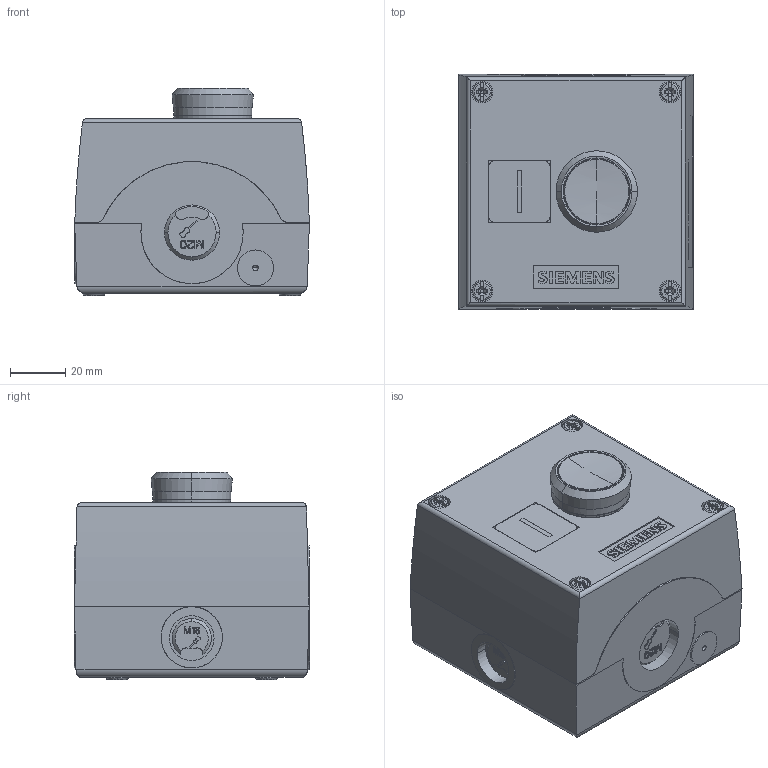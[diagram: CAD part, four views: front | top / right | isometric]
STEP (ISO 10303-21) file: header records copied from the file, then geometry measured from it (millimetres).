
FILE_DESCRIPTION(('STEP AP214'),'1');
FILE_NAME('cctmp_BC3A3ED3-AB38-4CF9-A039-C16FEC3F5397_2023_07_21_14_35_01_0676..stp','2023-07-21T12:35:03',('SIEMENS A&D'),('CADClick - www.CADClick.com'),'Spatial InterOp 3D postprocessed',' ','unknown authorization');
FILE_SCHEMA(('AUTOMOTIVE_DESIGN'));
Length unit declared in the file: millimetre
Products named in the file (4): cc_unnamed; 2023_07_21_14_35_01_0611; 2023_07_21_14_35_01_0607; 2023_07_21_14_35_01_0603
Assembly tree (3 placements, depth 2):
  cc_unnamed
    2023_07_21_14_35_01_0611
    2023_07_21_14_35_01_0607
    2023_07_21_14_35_01_0603
Bounding box: 85.06 x 85.2 x 75 mm (x, y, z)
Volume: 407380.8 mm3; surface area: 59534 mm2
Topology: 3 solids, 5 shells, 1519 faces, 4205 edges, 2780 vertices
Faces by surface type: plane 997, cylinder 324, extrusion 90, cone 74, torus 28, sphere 6
Entity records: 61774 total; most frequent: CARTESIAN_POINT 14253, ORIENTED_EDGE 8398, DIRECTION 7397, EDGE_CURVE 4199, VECTOR 2993, LINE 2903, VERTEX_POINT 2780, STYLED_ITEM 2596
